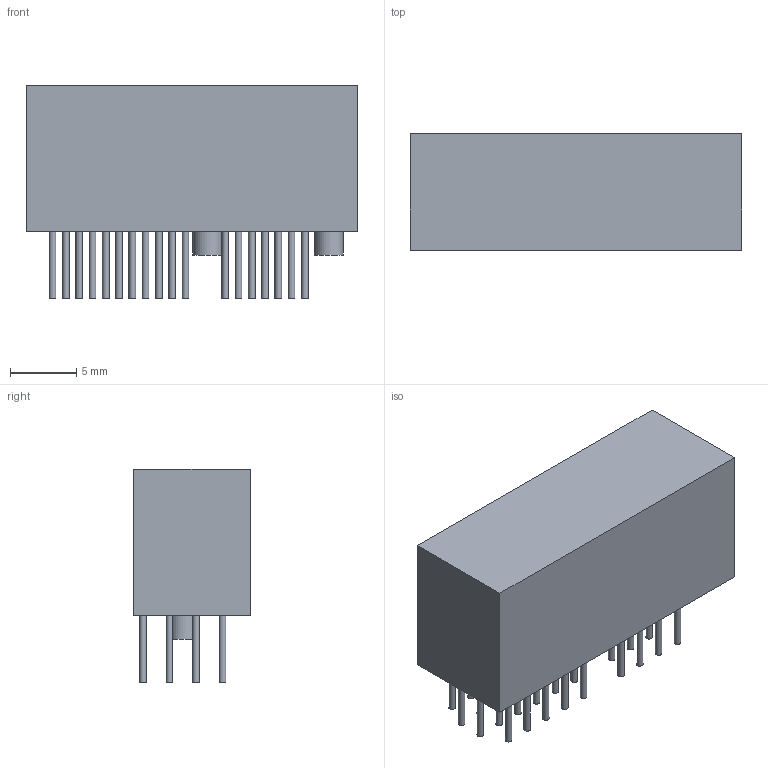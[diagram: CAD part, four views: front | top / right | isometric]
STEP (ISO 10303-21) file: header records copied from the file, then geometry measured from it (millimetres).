
FILE_DESCRIPTION(('FreeCAD Model'),'2;1');
FILE_NAME('677616.1.2.stp','2020-04-09T05:45:17',( 'Author'),(''),'Open CASCADE STEP processor 6.9','FreeCAD','Unknown' );
FILE_SCHEMA(('AUTOMOTIVE_DESIGN { 1 0 10303 214 1 1 1 1 }'));
Length unit declared in the file: millimetre
Products named in the file (4): ASSEMBLY; Body; Lugs; Leads
Assembly tree (77 placements, depth 2):
  ASSEMBLY
    Body
    Lugs  x38
    Leads  x38
Bounding box: 25 x 8.8 x 16.1 mm (x, y, z)
Surface area: 14155.8 mm2
Topology: 1445 solids, 1445 shells, 4338 faces, 4344 edges, 2896 vertices
Faces by surface type: plane 2894, cylinder 1444
Full cylindrical faces by diameter (mm): 0.5 x1368, 2.15 x76
Entity records: 4820 total; most frequent: DIRECTION 850, CARTESIAN_POINT 660, AXIS2_PLACEMENT_3D 274, ORIENTED_EDGE 252, PCURVE 252, DEFINITIONAL_REPRESENTATION 252, LINE 226, VECTOR 226
